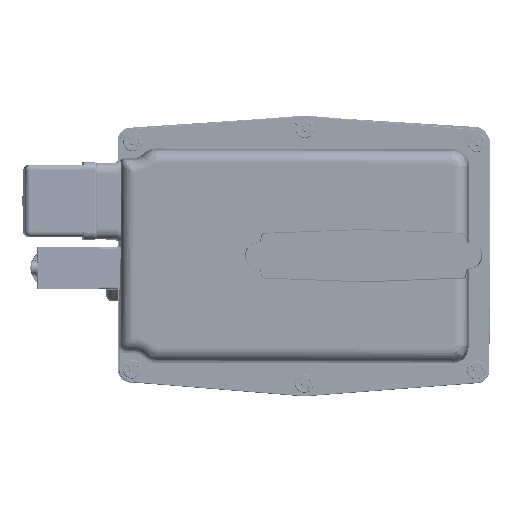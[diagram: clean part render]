
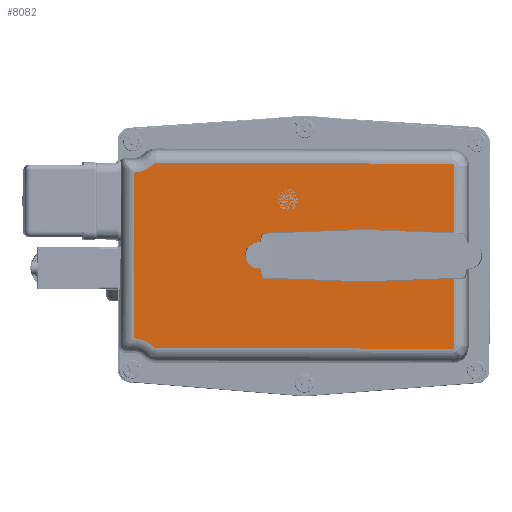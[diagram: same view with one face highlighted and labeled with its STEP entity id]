
A CAD part, top view. The second image highlights one B-rep face of the part: STEP entity #8082.
In plain terms, the highlighted planar face has unit normal (0, 0, 1).
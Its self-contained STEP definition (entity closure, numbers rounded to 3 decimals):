
#8082=ADVANCED_FACE('',(#19496,#19497),#19498,.T.);
#19496=FACE_OUTER_BOUND('',#44308,.T.);
#19497=FACE_BOUND('',#44309,.T.);
#19498=PLANE('',#44310);
#44308=EDGE_LOOP('',(#68005,#68006,#68007,#68008,#68009,#68010,#68011,#68012,#68013,#68014));
#44309=EDGE_LOOP('',(#68015,#68016));
#44310=AXIS2_PLACEMENT_3D('',#68017,#68018,#68019);
#68005=ORIENTED_EDGE('',*,*,#103199,.F.);
#68006=ORIENTED_EDGE('',*,*,#103544,.F.);
#68007=ORIENTED_EDGE('',*,*,#103545,.F.);
#68008=ORIENTED_EDGE('',*,*,#103266,.F.);
#68009=ORIENTED_EDGE('',*,*,#103546,.F.);
#68010=ORIENTED_EDGE('',*,*,#103257,.F.);
#68011=ORIENTED_EDGE('',*,*,#103547,.F.);
#68012=ORIENTED_EDGE('',*,*,#103252,.F.);
#68013=ORIENTED_EDGE('',*,*,#103548,.F.);
#68014=ORIENTED_EDGE('',*,*,#103549,.F.);
#68015=ORIENTED_EDGE('',*,*,#103328,.F.);
#68016=ORIENTED_EDGE('',*,*,#103542,.F.);
#68017=CARTESIAN_POINT('',(27.316,35.357,120.811));
#68018=DIRECTION('',(0.,0.,1.0));
#68019=DIRECTION('',(1.0,0.,0.0));
#103199=EDGE_CURVE('',#121949,#121951,#121952,.T.);
#103252=EDGE_CURVE('',#122045,#122047,#122048,.T.);
#103257=EDGE_CURVE('',#122054,#122056,#122057,.T.);
#103266=EDGE_CURVE('',#122070,#122072,#122073,.T.);
#103328=EDGE_CURVE('',#122176,#122172,#122178,.T.);
#103542=EDGE_CURVE('',#122172,#122176,#122494,.T.);
#103544=EDGE_CURVE('',#122496,#121949,#122497,.T.);
#103545=EDGE_CURVE('',#122072,#122496,#122498,.T.);
#103546=EDGE_CURVE('',#122056,#122070,#122499,.T.);
#103547=EDGE_CURVE('',#122047,#122054,#122500,.T.);
#103548=EDGE_CURVE('',#122501,#122045,#122502,.T.);
#103549=EDGE_CURVE('',#121951,#122501,#122503,.T.);
#121949=VERTEX_POINT('',#157120);
#121951=VERTEX_POINT('',#157137);
#121952=LINE('',#157138,#157139);
#122045=VERTEX_POINT('',#157281);
#122047=VERTEX_POINT('',#157283);
#122048=LINE('',#157284,#157285);
#122054=VERTEX_POINT('',#157292);
#122056=VERTEX_POINT('',#157294);
#122057=LINE('',#157295,#157296);
#122070=VERTEX_POINT('',#157311);
#122072=VERTEX_POINT('',#157313);
#122073=LINE('',#157314,#157315);
#122172=VERTEX_POINT('',#157451);
#122176=VERTEX_POINT('',#157455);
#122178=CIRCLE('',#157457,8.55);
#122494=CIRCLE('',#157819,8.55);
#122496=VERTEX_POINT('',#157821);
#122497=CIRCLE('',#157822,11.604);
#122498=CIRCLE('',#157823,0.906);
#122499=CIRCLE('',#157824,0.906);
#122500=CIRCLE('',#157825,0.906);
#122501=VERTEX_POINT('',#157826);
#122502=CIRCLE('',#157827,0.906);
#122503=CIRCLE('',#157828,11.604);
#157120=CARTESIAN_POINT('',(-98.457,-29.164,120.811));
#157137=CARTESIAN_POINT('',(-98.302,32.926,120.811));
#157138=CARTESIAN_POINT('',(-98.457,-29.164,120.811));
#157139=VECTOR('',#189249,62.091);
#157281=CARTESIAN_POINT('',(-90.078,36.555,120.811));
#157283=CARTESIAN_POINT('',(20.932,36.279,120.811));
#157284=CARTESIAN_POINT('',(-90.078,36.555,120.811));
#157285=VECTOR('',#189330,111.011);
#157292=CARTESIAN_POINT('',(21.836,35.37,120.811));
#157294=CARTESIAN_POINT('',(21.668,-32.207,120.811));
#157295=CARTESIAN_POINT('',(21.836,35.37,120.811));
#157296=VECTOR('',#189338,67.577);
#157311=CARTESIAN_POINT('',(20.759,-33.11,120.811));
#157313=CARTESIAN_POINT('',(-90.251,-32.834,120.811));
#157314=CARTESIAN_POINT('',(20.759,-33.11,120.811));
#157315=VECTOR('',#189353,111.011);
#157451=CARTESIAN_POINT('',(-12.261,-6.776,120.811));
#157455=CARTESIAN_POINT('',(-12.219,10.324,120.811));
#157457=AXIS2_PLACEMENT_3D('',#189457,#189458,#189459);
#157819=AXIS2_PLACEMENT_3D('',#189842,#189843,#189844);
#157821=CARTESIAN_POINT('',(-90.891,-32.567,120.811));
#157822=AXIS2_PLACEMENT_3D('',#189845,#189846,#189847);
#157823=AXIS2_PLACEMENT_3D('',#189848,#189849,#189850);
#157824=AXIS2_PLACEMENT_3D('',#189851,#189852,#189853);
#157825=AXIS2_PLACEMENT_3D('',#189854,#189855,#189856);
#157826=CARTESIAN_POINT('',(-90.719,36.291,120.811));
#157827=AXIS2_PLACEMENT_3D('',#189857,#189858,#189859);
#157828=AXIS2_PLACEMENT_3D('',#189860,#189861,#189862);
#189249=DIRECTION('',(0.002,1.,0.));
#189330=DIRECTION('',(1.,-0.002,0.));
#189338=DIRECTION('',(-0.002,-1.,0.));
#189353=DIRECTION('',(-1.,0.002,0.));
#189457=CARTESIAN_POINT('',(-12.24,1.774,120.811));
#189458=DIRECTION('',(0.,0.,1.0));
#189459=DIRECTION('',(0.002,1.,0.));
#189842=CARTESIAN_POINT('',(-12.24,1.774,120.811));
#189843=DIRECTION('',(0.,0.,1.0));
#189844=DIRECTION('',(0.002,1.,0.));
#189845=CARTESIAN_POINT('',(-99.119,-40.75,120.811));
#189846=DIRECTION('',(0.,0.,1.0));
#189847=DIRECTION('',(0.385,0.923,0.));
#189848=CARTESIAN_POINT('',(-90.249,-31.928,120.811));
#189849=DIRECTION('',(0.,0.,-1.0));
#189850=DIRECTION('',(-0.385,-0.923,0.));
#189851=CARTESIAN_POINT('',(20.762,-32.205,120.811));
#189852=DIRECTION('',(0.,0.,-1.0));
#189853=DIRECTION('',(0.705,-0.709,0.));
#189854=CARTESIAN_POINT('',(20.93,35.373,120.811));
#189855=DIRECTION('',(0.,0.,-1.0));
#189856=DIRECTION('',(0.709,0.705,0.));
#189857=CARTESIAN_POINT('',(-90.08,35.649,120.811));
#189858=DIRECTION('',(0.,0.,-1.0));
#189859=DIRECTION('',(-0.381,0.925,0.));
#189860=CARTESIAN_POINT('',(-98.907,44.515,120.811));
#189861=DIRECTION('',(0.,0.,1.0));
#189862=DIRECTION('',(0.381,-0.925,0.));
